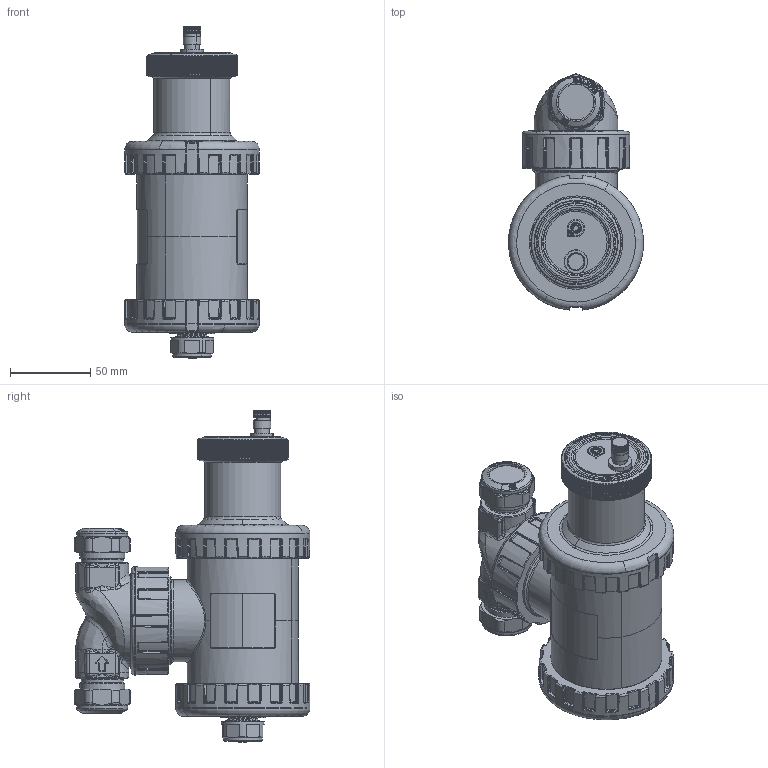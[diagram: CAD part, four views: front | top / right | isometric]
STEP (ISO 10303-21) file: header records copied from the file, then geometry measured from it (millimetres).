
FILE_DESCRIPTION(('CATIA V5 STEP Exchange','CAx-IF Rec.Pracs.--- Model Styling and Organization---1.5--- 2016-08-15','CAx-IF Rec.Pracs.---Supplemental Geometry---1.0---2011-11-01','CAx-IF Rec.Pracs.--- Composite Materials ---3.4---2017-06-13','CAx-IF Rec.Pracs.---Tessellated 3D Geometry---1.0---2015-12-17'),'2;1');
FILE_NAME('STEP_551202_-_TST.stp','2025-09-01T14:45:52+00:00',('none'),('none'),'CATIA Version 5-6 Release 2020 SP5','CATIA V5 STEP AP242 v2','none');
FILE_SCHEMA(('AP242_MANAGED_MODEL_BASED_3D_ENGINEERING_MIM_LF {1 0 10303 442 1 1 4}'));
Products named in the file (1): 551202 - TST
Bounding box: 83.94 x 146.79 x 206.6 mm (x, y, z)
Volume: 839866.8 mm3; surface area: 77567.6 mm2
Topology: 1 solids, 1 shells, 3588 faces, 8839 edges, 5005 vertices
Faces by surface type: bspline 1749, cylinder 666, plane 550, torus 247, cone 190, sphere 183, revolution 3
Entity records: 189811 total; most frequent: CARTESIAN_POINT 122624, ORIENTED_EDGE 17080, EDGE_CURVE 8540, DIRECTION 5873, B_SPLINE_CURVE_WITH_KNOTS 5731, VERTEX_POINT 5005, EDGE_LOOP 3639, ADVANCED_FACE 3588
